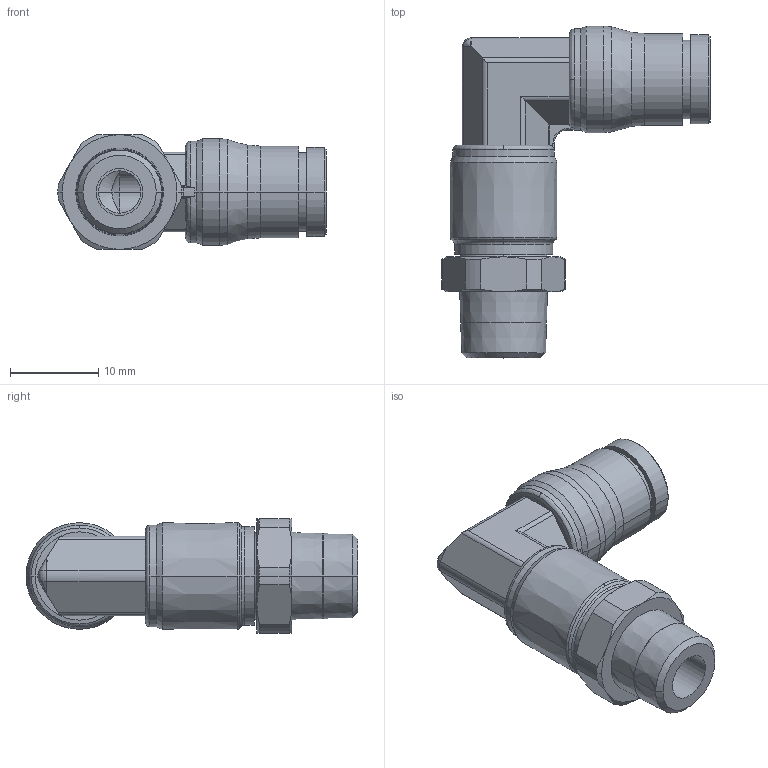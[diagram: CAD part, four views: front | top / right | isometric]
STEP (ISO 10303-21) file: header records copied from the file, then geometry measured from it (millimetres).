
FILE_DESCRIPTION(('STEP AP214'),'1');
FILE_NAME('3809_06_10.stp','2016-07-07T14:27:20',('TraceParts'),('TraceParts S.A.'),'Spatial InterOp 3D',' ',' ');
FILE_SCHEMA(('automotive_design'));
Length unit declared in the file: millimetre
Products named in the file (1): 1
Bounding box: 30.42 x 37.65 x 13 mm (x, y, z)
Volume: 3613.3 mm3; surface area: 3221.9 mm2
Topology: 1 solids, 1 shells, 153 faces, 371 edges, 226 vertices
Faces by surface type: cylinder 54, cone 48, plane 35, torus 16
Entity records: 4699 total; most frequent: CARTESIAN_POINT 1118, DIRECTION 796, ORIENTED_EDGE 734, EDGE_CURVE 367, AXIS2_PLACEMENT_3D 330, VERTEX_POINT 226, CIRCLE 168, EDGE_LOOP 165
